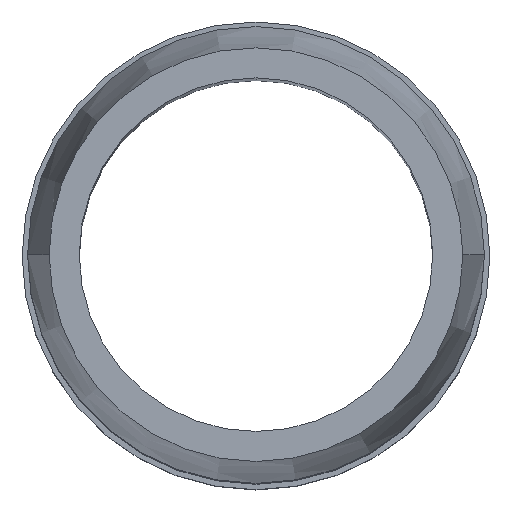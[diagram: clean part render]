
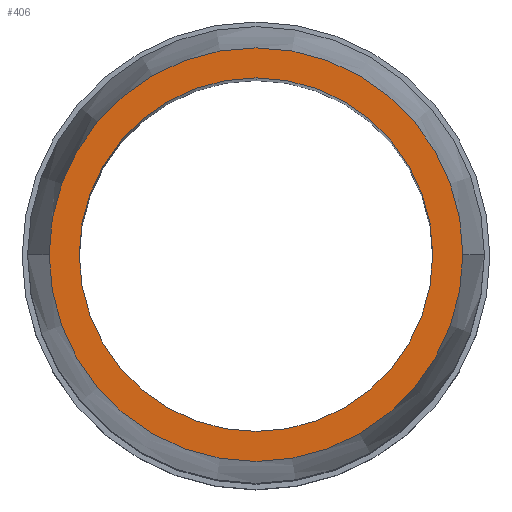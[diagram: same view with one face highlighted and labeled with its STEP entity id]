
A CAD part, top view. The second image highlights one B-rep face of the part: STEP entity #406.
In plain terms, the highlighted planar face has unit normal (0, 0, 1).
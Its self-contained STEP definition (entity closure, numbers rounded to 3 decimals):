
#1 = EDGE_LOOP ( 'NONE', ( #199, #4 ) ) ;
#4 = ORIENTED_EDGE ( 'NONE', *, *, #101, .T. ) ;
#7 = EDGE_CURVE ( 'NONE', #103, #102, #278, .T. ) ;
#9 = ORIENTED_EDGE ( 'NONE', *, *, #195, .T. ) ;
#101 = EDGE_CURVE ( 'NONE', #102, #103, #532, .T. ) ;
#102 = VERTEX_POINT ( 'NONE', #523 ) ;
#103 = VERTEX_POINT ( 'NONE', #522 ) ;
#131 = EDGE_CURVE ( 'NONE', #132, #133, #672, .T. ) ;
#132 = VERTEX_POINT ( 'NONE', #667 ) ;
#133 = VERTEX_POINT ( 'NONE', #666 ) ;
#195 = EDGE_CURVE ( 'NONE', #133, #132, #620, .T. ) ;
#196 = ORIENTED_EDGE ( 'NONE', *, *, #131, .T. ) ;
#199 = ORIENTED_EDGE ( 'NONE', *, *, #7, .T. ) ;
#275 = DIRECTION ( 'NONE',  ( 1., 0., 0. ) ) ;
#276 = DIRECTION ( 'NONE',  ( 0., 0., 1. ) ) ;
#277 = AXIS2_PLACEMENT_3D ( 'NONE', #417, #276, #275 ) ;
#278 = CIRCLE ( 'NONE', #277, 9.418 ) ;
#385 = EDGE_LOOP ( 'NONE', ( #9, #196 ) ) ;
#406 = ADVANCED_FACE ( 'NONE', ( #876, #873 ), #872, .F. ) ;
#417 = CARTESIAN_POINT ( 'NONE',  ( 0., 0., 0. ) ) ;
#522 = CARTESIAN_POINT ( 'NONE',  ( -9.418, 0., 0. ) ) ;
#523 = CARTESIAN_POINT ( 'NONE',  ( 9.418, 0., 0. ) ) ;
#524 = DIRECTION ( 'NONE',  ( 1., 0., 0. ) ) ;
#525 = DIRECTION ( 'NONE',  ( 0., 0., 1. ) ) ;
#526 = CARTESIAN_POINT ( 'NONE',  ( 0., 0., 0. ) ) ;
#527 = AXIS2_PLACEMENT_3D ( 'NONE', #526, #525, #524 ) ;
#532 = CIRCLE ( 'NONE', #527, 9.418 ) ;
#616 = DIRECTION ( 'NONE',  ( 0., 1., 0. ) ) ;
#617 = DIRECTION ( 'NONE',  ( 0., 0., -1. ) ) ;
#618 = CARTESIAN_POINT ( 'NONE',  ( 0., 0., 0. ) ) ;
#619 = AXIS2_PLACEMENT_3D ( 'NONE', #618, #617, #616 ) ;
#620 = CIRCLE ( 'NONE', #619, 8.05 ) ;
#666 = CARTESIAN_POINT ( 'NONE',  ( 0., 8.05, 0. ) ) ;
#667 = CARTESIAN_POINT ( 'NONE',  ( 0., -8.05, 0. ) ) ;
#668 = DIRECTION ( 'NONE',  ( 0., 1., 0. ) ) ;
#669 = DIRECTION ( 'NONE',  ( 0., 0., -1. ) ) ;
#670 = CARTESIAN_POINT ( 'NONE',  ( 0., 0., 0. ) ) ;
#671 = AXIS2_PLACEMENT_3D ( 'NONE', #670, #669, #668 ) ;
#672 = CIRCLE ( 'NONE', #671, 8.05 ) ;
#866 = DIRECTION ( 'NONE',  ( -1., 0., 0. ) ) ;
#867 = DIRECTION ( 'NONE',  ( 0., 0., -1. ) ) ;
#868 = AXIS2_PLACEMENT_3D ( 'NONE', #871, #867, #866 ) ;
#871 = CARTESIAN_POINT ( 'NONE',  ( 0., 10.65, 0. ) ) ;
#872 = PLANE ( 'NONE',  #868 ) ;
#873 = FACE_OUTER_BOUND ( 'NONE', #1, .T. ) ;
#876 = FACE_BOUND ( 'NONE', #385, .T. ) ;
